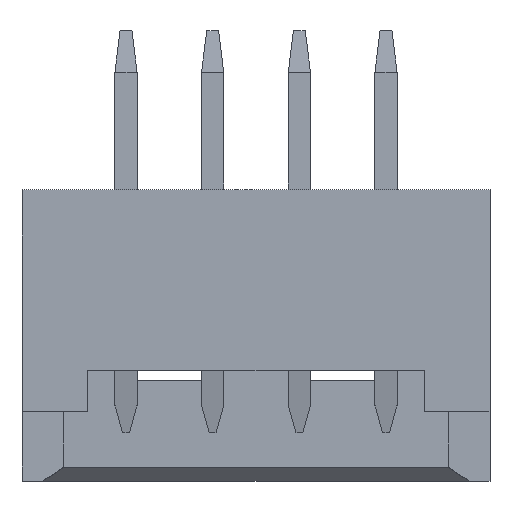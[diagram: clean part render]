
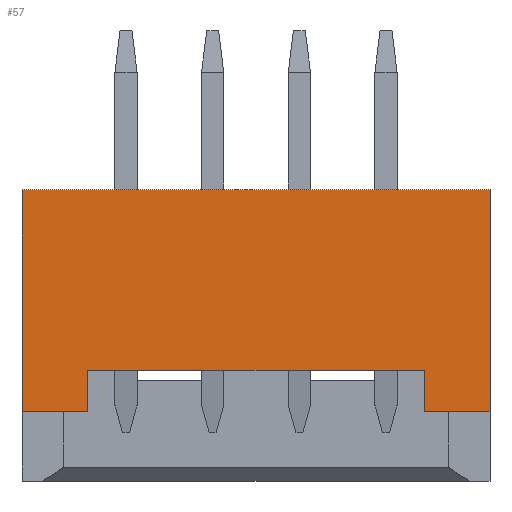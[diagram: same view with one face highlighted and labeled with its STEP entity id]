
A CAD part, top view. The second image highlights one B-rep face of the part: STEP entity #57.
In plain terms, the highlighted planar face has unit normal (0, 0, 1).
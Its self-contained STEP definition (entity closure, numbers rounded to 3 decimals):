
#57=ADVANCED_FACE('',(#193),#194,.T.);
#193=FACE_OUTER_BOUND('',#450,.T.);
#194=PLANE('',#451);
#450=EDGE_LOOP('',(#771,#772,#773,#774,#775,#776,#777,#778));
#451=AXIS2_PLACEMENT_3D('',#779,#780,#781);
#771=ORIENTED_EDGE('',*,*,#1744,.T.);
#772=ORIENTED_EDGE('',*,*,#1745,.T.);
#773=ORIENTED_EDGE('',*,*,#1746,.T.);
#774=ORIENTED_EDGE('',*,*,#1747,.T.);
#775=ORIENTED_EDGE('',*,*,#1748,.T.);
#776=ORIENTED_EDGE('',*,*,#1749,.T.);
#777=ORIENTED_EDGE('',*,*,#1750,.T.);
#778=ORIENTED_EDGE('',*,*,#1751,.T.);
#779=CARTESIAN_POINT('',(0.0,0.0,3.2));
#780=DIRECTION('',(0.0,0.0,1.0));
#781=DIRECTION('',(1.0,0.0,0.0));
#1744=EDGE_CURVE('',#2114,#2115,#2116,.T.);
#1745=EDGE_CURVE('',#2115,#2117,#2118,.T.);
#1746=EDGE_CURVE('',#2117,#2119,#2120,.T.);
#1747=EDGE_CURVE('',#2119,#2121,#2122,.T.);
#1748=EDGE_CURVE('',#2121,#2123,#2124,.T.);
#1749=EDGE_CURVE('',#2123,#2125,#2126,.T.);
#1750=EDGE_CURVE('',#2125,#2127,#2128,.T.);
#1751=EDGE_CURVE('',#2127,#2114,#2129,.T.);
#2114=VERTEX_POINT('',#2678);
#2115=VERTEX_POINT('',#2679);
#2116=LINE('',#2680,#2681);
#2117=VERTEX_POINT('',#2682);
#2118=LINE('',#2683,#2684);
#2119=VERTEX_POINT('',#2685);
#2120=LINE('',#2686,#2687);
#2121=VERTEX_POINT('',#2688);
#2122=LINE('',#2689,#2690);
#2123=VERTEX_POINT('',#2691);
#2124=LINE('',#2692,#2693);
#2125=VERTEX_POINT('',#2694);
#2126=LINE('',#2695,#2696);
#2127=VERTEX_POINT('',#2697);
#2128=LINE('',#2698,#2699);
#2129=LINE('',#2700,#2701);
#2678=CARTESIAN_POINT('',(-3.375,5.2,3.2));
#2679=CARTESIAN_POINT('',(-3.375,2.0,3.2));
#2680=CARTESIAN_POINT('',(-3.375,5.2,3.2));
#2681=VECTOR('',#3412,1.0);
#2682=CARTESIAN_POINT('',(-2.425,2.0,3.2));
#2683=CARTESIAN_POINT('',(-3.375,2.0,3.2));
#2684=VECTOR('',#3413,1.0);
#2685=CARTESIAN_POINT('',(-2.425,2.6,3.2));
#2686=CARTESIAN_POINT('',(-2.425,2.0,3.2));
#2687=VECTOR('',#3414,1.0);
#2688=CARTESIAN_POINT('',(2.425,2.6,3.2));
#2689=CARTESIAN_POINT('',(-2.425,2.6,3.2));
#2690=VECTOR('',#3415,1.0);
#2691=CARTESIAN_POINT('',(2.425,2.0,3.2));
#2692=CARTESIAN_POINT('',(2.425,2.6,3.2));
#2693=VECTOR('',#3416,1.0);
#2694=CARTESIAN_POINT('',(3.375,2.0,3.2));
#2695=CARTESIAN_POINT('',(2.425,2.0,3.2));
#2696=VECTOR('',#3417,1.0);
#2697=CARTESIAN_POINT('',(3.375,5.2,3.2));
#2698=CARTESIAN_POINT('',(3.375,1.0,3.2));
#2699=VECTOR('',#3418,1.0);
#2700=CARTESIAN_POINT('',(3.375,5.2,3.2));
#2701=VECTOR('',#3419,1.0);
#3412=DIRECTION('',(0.,-1.0,0.0));
#3413=DIRECTION('',(1.0,0.0,0.0));
#3414=DIRECTION('',(0.0,1.0,0.0));
#3415=DIRECTION('',(1.0,0.,0.0));
#3416=DIRECTION('',(0.0,-1.0,0.0));
#3417=DIRECTION('',(1.0,0.,0.0));
#3418=DIRECTION('',(0.,1.0,0.0));
#3419=DIRECTION('',(-1.0,0.0,0.0));
